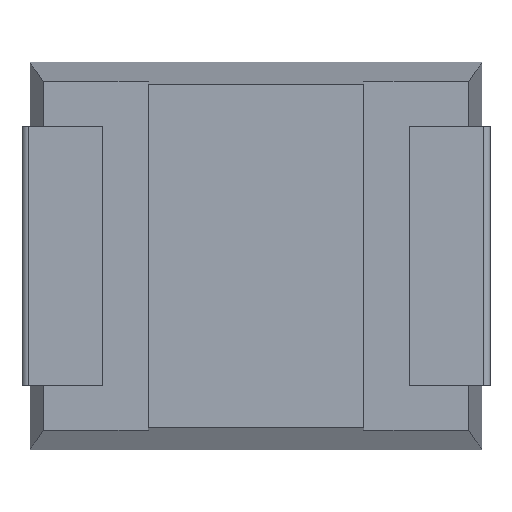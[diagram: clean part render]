
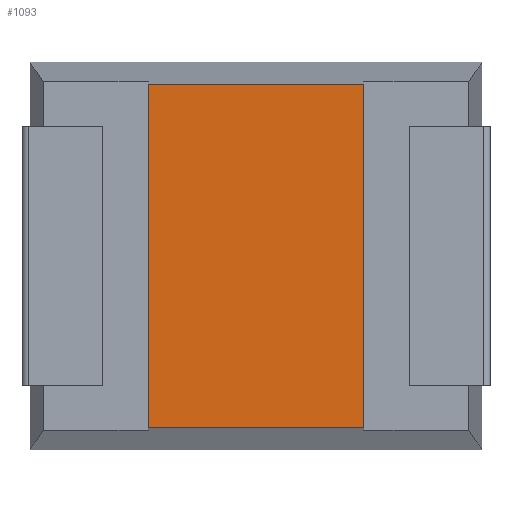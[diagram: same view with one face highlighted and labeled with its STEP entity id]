
A CAD part, front view. The second image highlights one B-rep face of the part: STEP entity #1093.
In plain terms, the highlighted planar face has unit normal (0, -1, 0).
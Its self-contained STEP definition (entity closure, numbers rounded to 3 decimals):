
#6 = PLANE ( 'NONE',  #1219 ) ;
#52 = DIRECTION ( 'NONE',  ( 0., 0., 1. ) ) ;
#345 = VERTEX_POINT ( 'NONE', #1913 ) ;
#436 = VERTEX_POINT ( 'NONE', #1420 ) ;
#631 = EDGE_CURVE ( 'NONE', #2329, #345, #3319, .T. ) ;
#923 = ORIENTED_EDGE ( 'NONE', *, *, #2389, .T. ) ;
#971 = EDGE_CURVE ( 'NONE', #436, #3040, #1647, .T. ) ;
#1058 = CARTESIAN_POINT ( 'NONE',  ( 1.92, 0., -6.3 ) ) ;
#1070 = DIRECTION ( 'NONE',  ( 0., 0., 1. ) ) ;
#1071 = LINE ( 'NONE', #2477, #2047 ) ;
#1082 = DIRECTION ( 'NONE',  ( 1., 0., 0. ) ) ;
#1093 = ADVANCED_FACE ( 'NONE', ( #1723 ), #6, .T. ) ;
#1152 = VECTOR ( 'NONE', #52, 1000. ) ;
#1219 = AXIS2_PLACEMENT_3D ( 'NONE', #2956, #1357, #1872 ) ;
#1357 = DIRECTION ( 'NONE',  ( 0., -1., 0. ) ) ;
#1381 = CARTESIAN_POINT ( 'NONE',  ( 5.42, 0., -0.36 ) ) ;
#1404 = CARTESIAN_POINT ( 'NONE',  ( 5.42, 0., -6.3 ) ) ;
#1420 = CARTESIAN_POINT ( 'NONE',  ( 5.42, 0., -5.94 ) ) ;
#1641 = DIRECTION ( 'NONE',  ( 1., 0., 0. ) ) ;
#1647 = LINE ( 'NONE', #1404, #1152 ) ;
#1723 = FACE_OUTER_BOUND ( 'NONE', #2361, .T. ) ;
#1765 = VECTOR ( 'NONE', #1070, 1000. ) ;
#1872 = DIRECTION ( 'NONE',  ( 0., 0., -1. ) ) ;
#1913 = CARTESIAN_POINT ( 'NONE',  ( 1.92, 0., -0.36 ) ) ;
#2047 = VECTOR ( 'NONE', #1641, 1000. ) ;
#2124 = CARTESIAN_POINT ( 'NONE',  ( 0., 0., -0.36 ) ) ;
#2253 = ORIENTED_EDGE ( 'NONE', *, *, #631, .F. ) ;
#2270 = EDGE_CURVE ( 'NONE', #345, #3040, #3321, .T. ) ;
#2329 = VERTEX_POINT ( 'NONE', #2709 ) ;
#2361 = EDGE_LOOP ( 'NONE', ( #2628, #2932, #2253, #923 ) ) ;
#2389 = EDGE_CURVE ( 'NONE', #2329, #436, #1071, .T. ) ;
#2477 = CARTESIAN_POINT ( 'NONE',  ( 0., 0., -5.94 ) ) ;
#2628 = ORIENTED_EDGE ( 'NONE', *, *, #971, .T. ) ;
#2709 = CARTESIAN_POINT ( 'NONE',  ( 1.92, 0., -5.94 ) ) ;
#2932 = ORIENTED_EDGE ( 'NONE', *, *, #2270, .F. ) ;
#2956 = CARTESIAN_POINT ( 'NONE',  ( 0., 0., 0. ) ) ;
#3024 = VECTOR ( 'NONE', #1082, 1000. ) ;
#3040 = VERTEX_POINT ( 'NONE', #1381 ) ;
#3319 = LINE ( 'NONE', #1058, #1765 ) ;
#3321 = LINE ( 'NONE', #2124, #3024 ) ;
